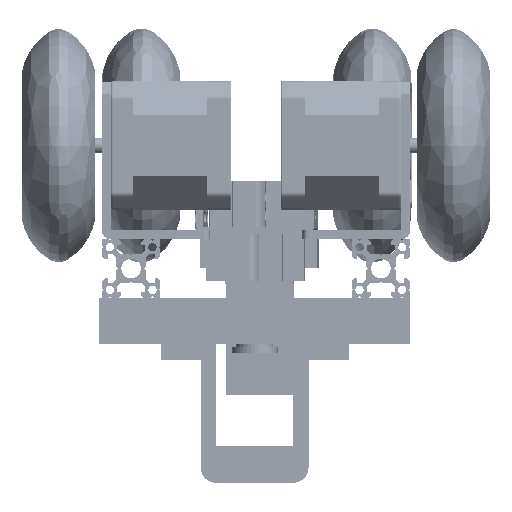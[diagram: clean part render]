
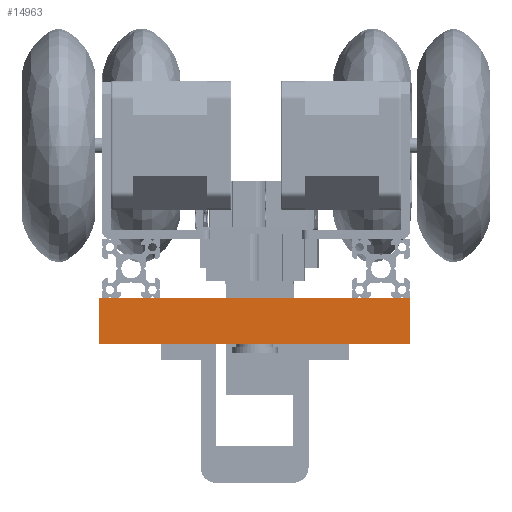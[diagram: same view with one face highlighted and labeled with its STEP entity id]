
A CAD part, front view. The second image highlights one B-rep face of the part: STEP entity #14963.
In plain terms, the highlighted face is planar.
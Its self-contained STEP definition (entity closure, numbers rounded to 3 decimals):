
#1974 = VECTOR ( 'NONE', #56350, 1000. ) ;
#6479 = AXIS2_PLACEMENT_3D ( 'NONE', #28834, #28477, #28460 ) ;
#7775 = EDGE_LOOP ( 'NONE', ( #24363, #39149, #32545, #12049 ) ) ;
#7885 = CARTESIAN_POINT ( 'NONE',  ( -17., 0., 50.5 ) ) ;
#9313 = LINE ( 'NONE', #13120, #32688 ) ;
#11977 = CARTESIAN_POINT ( 'NONE',  ( -17., 0., -50.5 ) ) ;
#12049 = ORIENTED_EDGE ( 'NONE', *, *, #16885, .T. ) ;
#13120 = CARTESIAN_POINT ( 'NONE',  ( -17., 0., -50.5 ) ) ;
#13399 = VERTEX_POINT ( 'NONE', #7885 ) ;
#14963 = ADVANCED_FACE ( 'NONE', ( #34880 ), #29228, .F. ) ;
#15579 = CARTESIAN_POINT ( 'NONE',  ( -17., 15., -50.5 ) ) ;
#16885 = EDGE_CURVE ( 'NONE', #41361, #38369, #45011, .T. ) ;
#19147 = VECTOR ( 'NONE', #54105, 1000. ) ;
#20307 = VECTOR ( 'NONE', #44220, 1000. ) ;
#23308 = CARTESIAN_POINT ( 'NONE',  ( -17., 15., -50.5 ) ) ;
#24363 = ORIENTED_EDGE ( 'NONE', *, *, #56079, .T. ) ;
#26840 = LINE ( 'NONE', #47742, #1974 ) ;
#28460 = DIRECTION ( 'NONE',  ( 0., 0., -1. ) ) ;
#28477 = DIRECTION ( 'NONE',  ( 1., 0., 0. ) ) ;
#28834 = CARTESIAN_POINT ( 'NONE',  ( -17., 15., -50.5 ) ) ;
#29228 = PLANE ( 'NONE',  #6479 ) ;
#30995 = CARTESIAN_POINT ( 'NONE',  ( -17., 15., 50.5 ) ) ;
#32545 = ORIENTED_EDGE ( 'NONE', *, *, #51508, .F. ) ;
#32688 = VECTOR ( 'NONE', #43854, 1000. ) ;
#34880 = FACE_OUTER_BOUND ( 'NONE', #7775, .T. ) ;
#37309 = VERTEX_POINT ( 'NONE', #30995 ) ;
#38369 = VERTEX_POINT ( 'NONE', #11977 ) ;
#39149 = ORIENTED_EDGE ( 'NONE', *, *, #48293, .F. ) ;
#40907 = CARTESIAN_POINT ( 'NONE',  ( -17., 15., -50.5 ) ) ;
#41107 = LINE ( 'NONE', #40907, #19147 ) ;
#41361 = VERTEX_POINT ( 'NONE', #15579 ) ;
#43854 = DIRECTION ( 'NONE',  ( 0., 0., 1. ) ) ;
#44220 = DIRECTION ( 'NONE',  ( 0., -1., 0. ) ) ;
#45011 = LINE ( 'NONE', #23308, #20307 ) ;
#47742 = CARTESIAN_POINT ( 'NONE',  ( -17., 15., 50.5 ) ) ;
#48293 = EDGE_CURVE ( 'NONE', #37309, #13399, #26840, .T. ) ;
#51508 = EDGE_CURVE ( 'NONE', #41361, #37309, #41107, .T. ) ;
#54105 = DIRECTION ( 'NONE',  ( 0., 0., 1. ) ) ;
#56079 = EDGE_CURVE ( 'NONE', #38369, #13399, #9313, .T. ) ;
#56350 = DIRECTION ( 'NONE',  ( 0., -1., 0. ) ) ;
